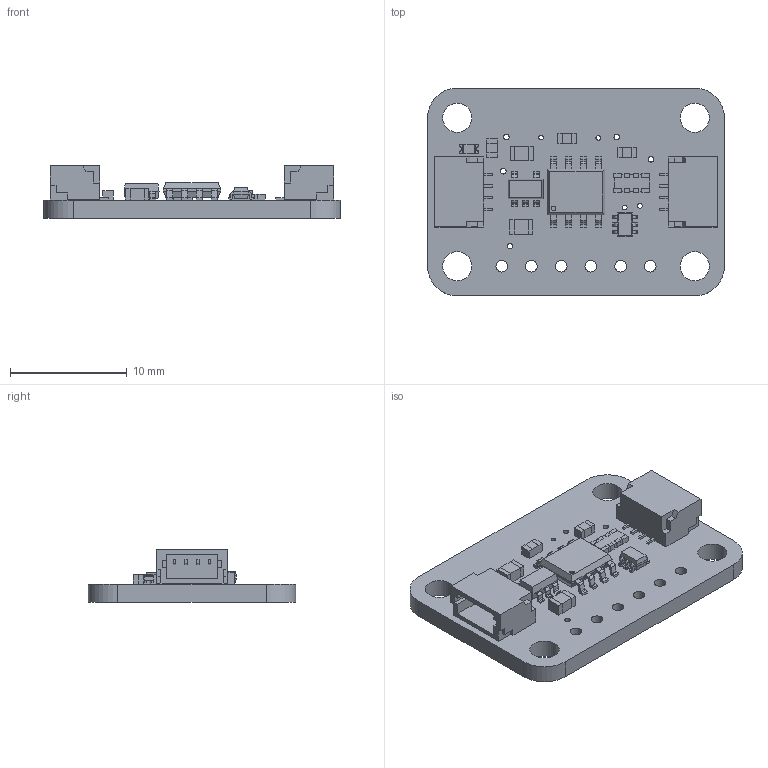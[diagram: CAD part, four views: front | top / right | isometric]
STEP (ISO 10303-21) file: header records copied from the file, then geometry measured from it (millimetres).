
FILE_DESCRIPTION(/* description */ (''),/* implementation_level */ '2;1');
FILE_NAME(/* name */ 'PCB Component.step',/* time_stamp */ '2025-06-30T09:07:20-04:00',/* author */ (''),/* organization */ (''),/* preprocessor_version */ 'ST-DEVELOPER v20.1',/* originating_system */ 'Autodesk Translation Framework v14.10.0.0',/* authorisation */ '');
FILE_SCHEMA (('AUTOMOTIVE_DESIGN { 1 0 10303 214 3 1 1 }'));
Length unit declared in the file: millimetre
Products named in the file (10): PCB Component; Board; 10uF; AP2127K-3.3; 10K Pack; BSS138; STEMMA_I2C_QT; GREEN; 10K; AS5600
Assembly tree (13 placements, depth 2):
  PCB Component
    Board
    10uF  x2
    AP2127K-3.3
    10K Pack
    BSS138
    STEMMA_I2C_QT  x2
    GREEN
    10K  x3
    AS5600
Bounding box: 25.4 x 17.78 x 4.53 mm (x, y, z)
Volume: 788.7 mm3; surface area: 1603.7 mm2
Topology: 25 solids, 25 shells, 715 faces, 1904 edges, 1250 vertices
Faces by surface type: plane 595, cylinder 116, bspline 4
Full cylindrical faces by diameter (mm): 0.39 x1, 0.4 x8, 0.483 x13, 1 x6, 2.5 x4
Entity records: 18877 total; most frequent: CARTESIAN_POINT 3243, ORIENTED_EDGE 3104, DIRECTION 2998, EDGE_CURVE 1552, LINE 1312, VECTOR 1312, VERTEX_POINT 1016, AXIS2_PLACEMENT_3D 843
